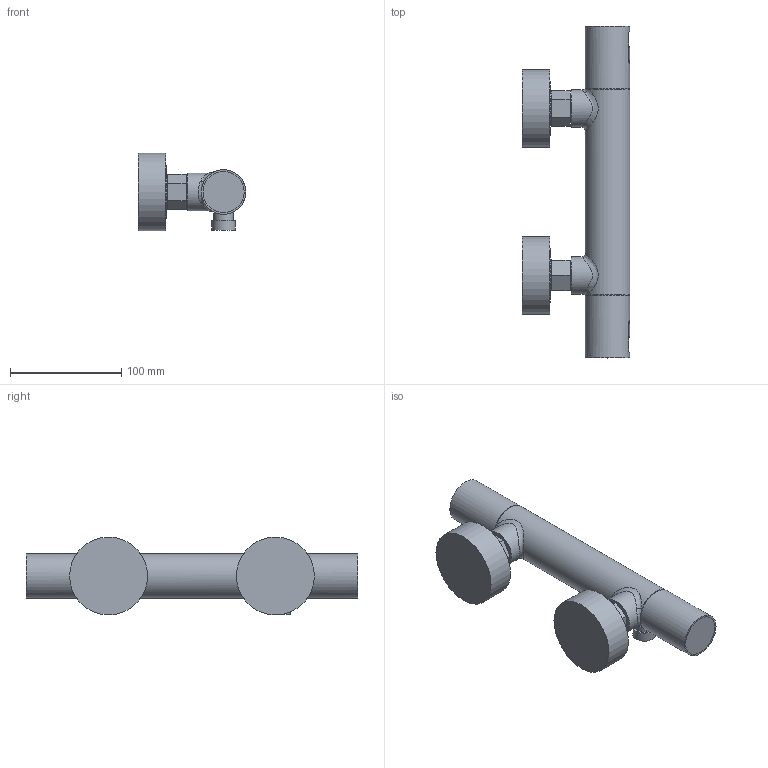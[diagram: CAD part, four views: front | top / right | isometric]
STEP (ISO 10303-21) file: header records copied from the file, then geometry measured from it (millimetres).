
FILE_DESCRIPTION(/* description */ ('Unknown'),/* implementation_level */ '2;1');
FILE_NAME(/* name */ '34333000',/* time_stamp */ '2022-09-01T13:40:30+02:00',/* author */ ('Unknown'),/* organization */ ('GROHE AG'),/* preprocessor_version */ 'ST-DEVELOPER v16.7',/* originating_system */ 'DEX',/* authorisation */ $);
FILE_SCHEMA (('AUTOMOTIVE_DESIGN {1 0 10303 214 3 1 1}'));
Length unit declared in the file: millimetre
Products named in the file (8): 34333000; 34333000_0; 34333000_1; id105; 081107 GTM1000C Handles Update02; A4285913_DIY_THM_Griff_Body_090831; rail_sur
Assembly tree (7 placements, depth 2):
  34333000
    34333000
    34333000_0
    34333000_1
    id105
    081107 GTM1000C Handles Update02
    A4285913_DIY_THM_Griff_Body_090831
    rail_sur
Bounding box: 96.81 x 298.42 x 70 mm (x, y, z)
Volume: 454277.7 mm3; surface area: 87148.7 mm2
Topology: 3 solids, 22 shells, 89 faces, 279 edges, 204 vertices
Faces by surface type: bspline 34, plane 30, cylinder 23, sphere 2
Full cylindrical faces by diameter (mm): 18 x1, 20.9 x2, 20.96 x1, 28 x2, 34 x2, 35 x1, 36 x1, 40 x3, 70 x2
Entity records: 8976 total; most frequent: CARTESIAN_POINT 6417, ORIENTED_EDGE 391, DIRECTION 294, EDGE_CURVE 242, VERTEX_POINT 194, B_SPLINE_CURVE_WITH_KNOTS 138, AXIS2_PLACEMENT_3D 129, EDGE_LOOP 111
